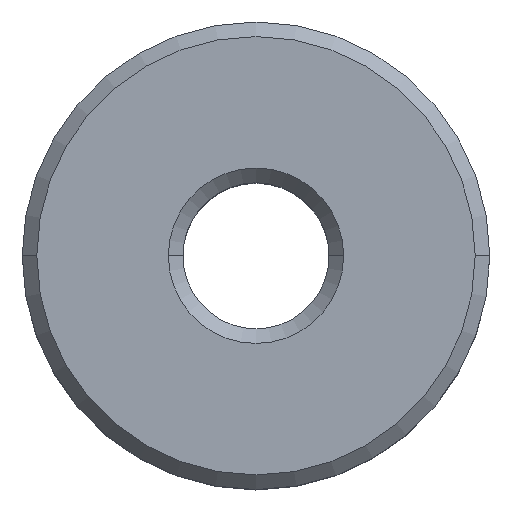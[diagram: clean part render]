
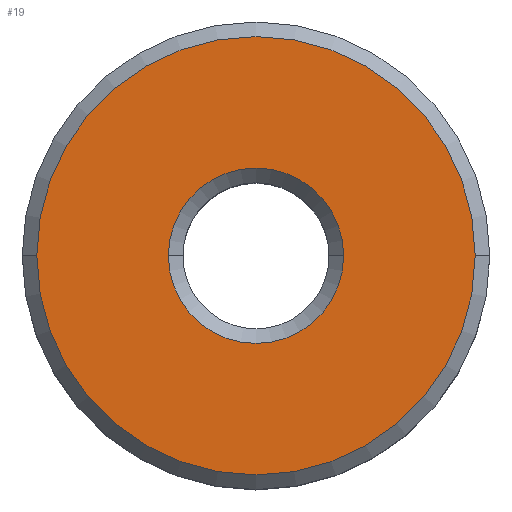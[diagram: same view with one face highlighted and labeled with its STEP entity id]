
A CAD part, top view. The second image highlights one B-rep face of the part: STEP entity #19.
In plain terms, the highlighted planar face has unit normal (0, 0, 1).
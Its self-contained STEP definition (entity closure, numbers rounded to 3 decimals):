
#2 = EDGE_LOOP ( 'NONE', ( #6, #20 ) ) ;
#6 = ORIENTED_EDGE ( 'NONE', *, *, #60, .T. ) ;
#7 = EDGE_CURVE ( 'NONE', #57, #58, #159, .T. ) ;
#19 = ADVANCED_FACE ( 'NONE', ( #160, #269 ), #256, .T. ) ;
#20 = ORIENTED_EDGE ( 'NONE', *, *, #7, .T. ) ;
#26 = EDGE_LOOP ( 'NONE', ( #43, #40 ) ) ;
#40 = ORIENTED_EDGE ( 'NONE', *, *, #229, .T. ) ;
#43 = ORIENTED_EDGE ( 'NONE', *, *, #48, .T. ) ;
#48 = EDGE_CURVE ( 'NONE', #312, #311, #180, .T. ) ;
#57 = VERTEX_POINT ( 'NONE', #210 ) ;
#58 = VERTEX_POINT ( 'NONE', #146 ) ;
#60 = EDGE_CURVE ( 'NONE', #58, #57, #137, .T. ) ;
#133 = DIRECTION ( 'NONE',  ( 1., 0., 0. ) ) ;
#134 = DIRECTION ( 'NONE',  ( 0., 0., -1. ) ) ;
#135 = CARTESIAN_POINT ( 'NONE',  ( 0., 0., 0. ) ) ;
#136 = AXIS2_PLACEMENT_3D ( 'NONE', #135, #134, #133 ) ;
#137 = CIRCLE ( 'NONE', #136, 3. ) ;
#146 = CARTESIAN_POINT ( 'NONE',  ( 3., 0., 0. ) ) ;
#159 = CIRCLE ( 'NONE', #265, 3. ) ;
#160 = FACE_OUTER_BOUND ( 'NONE', #26, .T. ) ;
#178 = DIRECTION ( 'NONE',  ( 1., 0., 0. ) ) ;
#179 = DIRECTION ( 'NONE',  ( 0., 0., 1. ) ) ;
#180 = CIRCLE ( 'NONE', #197, 7.5 ) ;
#197 = AXIS2_PLACEMENT_3D ( 'NONE', #204, #179, #178 ) ;
#204 = CARTESIAN_POINT ( 'NONE',  ( 0., 0., 0. ) ) ;
#210 = CARTESIAN_POINT ( 'NONE',  ( -3., 0., 0. ) ) ;
#229 = EDGE_CURVE ( 'NONE', #311, #312, #431, .T. ) ;
#251 = DIRECTION ( 'NONE',  ( 1., 0., 0. ) ) ;
#252 = DIRECTION ( 'NONE',  ( 0., 0., 1. ) ) ;
#256 = PLANE ( 'NONE',  #261 ) ;
#261 = AXIS2_PLACEMENT_3D ( 'NONE', #266, #252, #251 ) ;
#262 = DIRECTION ( 'NONE',  ( 1., 0., 0. ) ) ;
#263 = DIRECTION ( 'NONE',  ( 0., 0., -1. ) ) ;
#264 = CARTESIAN_POINT ( 'NONE',  ( 0., 0., 0. ) ) ;
#265 = AXIS2_PLACEMENT_3D ( 'NONE', #264, #263, #262 ) ;
#266 = CARTESIAN_POINT ( 'NONE',  ( 0., 0., 0. ) ) ;
#269 = FACE_BOUND ( 'NONE', #2, .T. ) ;
#311 = VERTEX_POINT ( 'NONE', #536 ) ;
#312 = VERTEX_POINT ( 'NONE', #532 ) ;
#333 = CARTESIAN_POINT ( 'NONE',  ( 0., 0., 0. ) ) ;
#342 = AXIS2_PLACEMENT_3D ( 'NONE', #333, #353, #352 ) ;
#352 = DIRECTION ( 'NONE',  ( 1., 0., 0. ) ) ;
#353 = DIRECTION ( 'NONE',  ( 0., 0., 1. ) ) ;
#431 = CIRCLE ( 'NONE', #342, 7.5 ) ;
#532 = CARTESIAN_POINT ( 'NONE',  ( -7.5, 0., 0. ) ) ;
#536 = CARTESIAN_POINT ( 'NONE',  ( 7.5, 0., 0. ) ) ;
